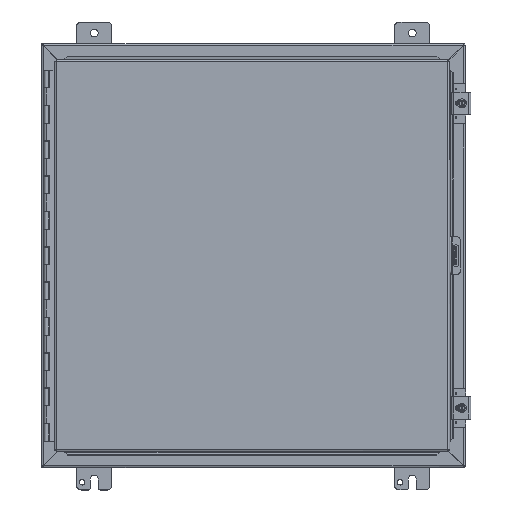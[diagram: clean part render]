
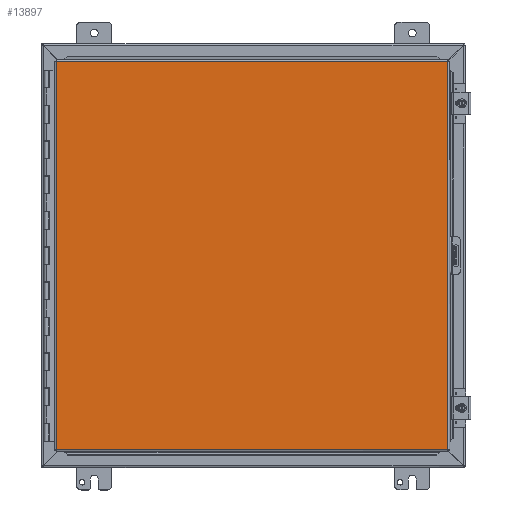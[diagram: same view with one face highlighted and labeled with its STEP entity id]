
A CAD part, top view. The second image highlights one B-rep face of the part: STEP entity #13897.
In plain terms, the highlighted face is planar.
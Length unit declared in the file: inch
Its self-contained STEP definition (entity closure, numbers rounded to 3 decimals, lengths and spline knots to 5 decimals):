
#13054=CARTESIAN_POINT('',(-11.08225,-10.9885,0.));
#13055=VERTEX_POINT('',#13054);
#13066=CARTESIAN_POINT('',(11.08225,-10.9885,0.));
#13067=VERTEX_POINT('',#13066);
#13068=CARTESIAN_POINT('',(11.08225,-10.9885,0.0));
#13069=DIRECTION('',(-1.0,0.0,0.0));
#13070=VECTOR('',#13069,22.1645);
#13071=LINE('',#13068,#13070);
#13072=EDGE_CURVE('',#13067,#13055,#13071,.T.);
#13188=CARTESIAN_POINT('',(-11.08225,10.9885,0.));
#13189=VERTEX_POINT('',#13188);
#13287=CARTESIAN_POINT('',(11.08225,10.9885,0.));
#13288=VERTEX_POINT('',#13287);
#13299=CARTESIAN_POINT('',(-11.08225,10.9885,0.0));
#13300=DIRECTION('',(1.0,0.0,0.0));
#13301=VECTOR('',#13300,22.1645);
#13302=LINE('',#13299,#13301);
#13303=EDGE_CURVE('',#13189,#13288,#13302,.T.);
#13608=CARTESIAN_POINT('',(-11.08225,-10.9885,0.0));
#13609=DIRECTION('',(0.0,1.0,0.0));
#13610=VECTOR('',#13609,21.977);
#13611=LINE('',#13608,#13610);
#13612=EDGE_CURVE('',#13055,#13189,#13611,.T.);
#13702=CARTESIAN_POINT('',(11.08225,10.9885,0.0));
#13703=DIRECTION('',(0.0,-1.0,0.0));
#13704=VECTOR('',#13703,21.977);
#13705=LINE('',#13702,#13704);
#13706=EDGE_CURVE('',#13288,#13067,#13705,.T.);
#13886=CARTESIAN_POINT('',(0.0,0.,0.0));
#13887=DIRECTION('',(0.0,0.0,1.0));
#13888=DIRECTION('',(1.0,0.0,0.0));
#13889=AXIS2_PLACEMENT_3D('',#13886,#13887,#13888);
#13890=PLANE('',#13889);
#13891=ORIENTED_EDGE('',*,*,#13612,.T.);
#13892=ORIENTED_EDGE('',*,*,#13303,.T.);
#13893=ORIENTED_EDGE('',*,*,#13706,.T.);
#13894=ORIENTED_EDGE('',*,*,#13072,.T.);
#13895=EDGE_LOOP('',(#13891,#13892,#13893,#13894));
#13896=FACE_OUTER_BOUND('',#13895,.T.);
#13897=ADVANCED_FACE('',(#13896),#13890,.F.);
